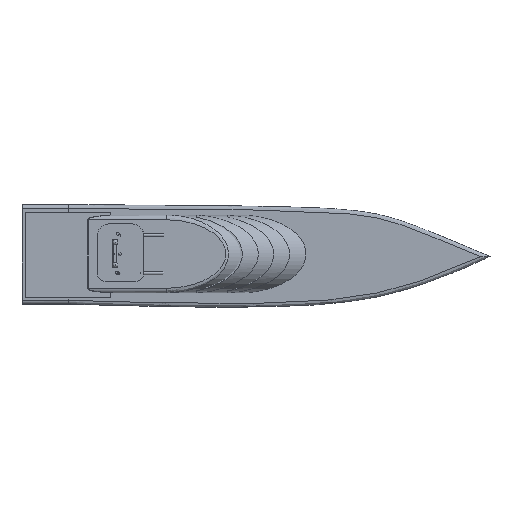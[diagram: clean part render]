
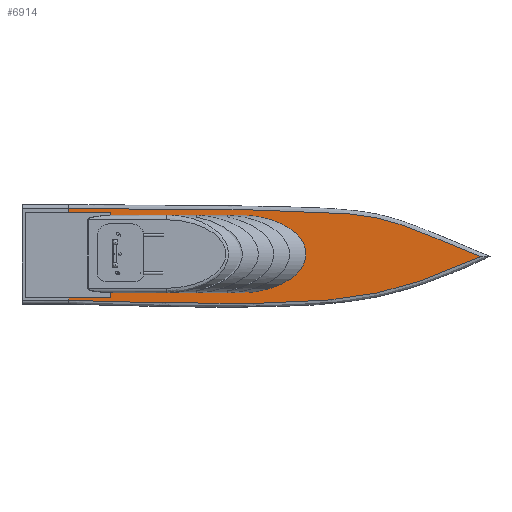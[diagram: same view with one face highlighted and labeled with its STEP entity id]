
A CAD part, front view. The second image highlights one B-rep face of the part: STEP entity #6914.
In plain terms, the highlighted planar face has unit normal (0, -1, 0).
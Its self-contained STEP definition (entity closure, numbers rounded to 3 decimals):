
#6801 = VERTEX_POINT('',#6802);
#6802 = CARTESIAN_POINT('',(-199.849,0.,-56.456));
#6810 = EDGE_CURVE('',#6811,#6801,#6813,.T.);
#6811 = VERTEX_POINT('',#6812);
#6812 = CARTESIAN_POINT('',(-199.849,0.,52.952));
#6813 = LINE('',#6814,#6815);
#6814 = CARTESIAN_POINT('',(-199.849,0.,25.967));
#6815 = VECTOR('',#6816,1.);
#6816 = DIRECTION('',(0.,0.,-1.));
#6841 = EDGE_CURVE('',#6842,#6811,#6844,.T.);
#6842 = VERTEX_POINT('',#6843);
#6843 = CARTESIAN_POINT('',(-254.081,0.,52.952));
#6844 = LINE('',#6845,#6846);
#6845 = CARTESIAN_POINT('',(-141.281,0.,52.952));
#6846 = VECTOR('',#6847,1.);
#6847 = DIRECTION('',(1.,0.,0.));
#6897 = VERTEX_POINT('',#6898);
#6898 = CARTESIAN_POINT('',(-254.081,0.,-56.456));
#6904 = EDGE_CURVE('',#6801,#6897,#6905,.T.);
#6905 = LINE('',#6906,#6907);
#6906 = CARTESIAN_POINT('',(-93.734,0.,-56.456));
#6907 = VECTOR('',#6908,1.);
#6908 = DIRECTION('',(-1.,0.,0.));
#6914 = ADVANCED_FACE('',(#6915),#6989,.F.);
#6915 = FACE_BOUND('',#6916,.F.);
#6916 = EDGE_LOOP('',(#6917,#6918,#6926,#6949,#6981,#6987,#6988));
#6917 = ORIENTED_EDGE('',*,*,#6841,.F.);
#6918 = ORIENTED_EDGE('',*,*,#6919,.T.);
#6919 = EDGE_CURVE('',#6842,#6920,#6922,.T.);
#6920 = VERTEX_POINT('',#6921);
#6921 = CARTESIAN_POINT('',(-254.081,0.,58.459));
#6922 = LINE('',#6923,#6924);
#6923 = CARTESIAN_POINT('',(-254.081,0.,-64.956));
#6924 = VECTOR('',#6925,1.);
#6925 = DIRECTION('',(0.,0.,1.));
#6926 = ORIENTED_EDGE('',*,*,#6927,.T.);
#6927 = EDGE_CURVE('',#6920,#6928,#6930,.T.);
#6928 = VERTEX_POINT('',#6929);
#6929 = CARTESIAN_POINT('',(274.951,0.,-3.37));
#6930 = B_SPLINE_CURVE_WITH_KNOTS('',3,(#6931,#6932,#6933,#6934,#6935,
    #6936,#6937,#6938,#6939,#6940,#6941,#6942,#6943,#6944,#6945,#6946,
    #6947,#6948),.UNSPECIFIED.,.F.,.F.,(4,2,1,1,1,1,1,1,1,1,1,1,1,1,4),(
    -4.553,0.,10.075,20.149,25.186,
    27.705,30.224,32.742,35.261,
    36.52,37.78,40.298,42.817,
    45.335,49.323),.UNSPECIFIED.);
#6931 = CARTESIAN_POINT('',(-254.081,0.,58.459));
#6932 = CARTESIAN_POINT('',(-238.906,0.,58.379));
#6933 = CARTESIAN_POINT('',(-223.732,0.,58.294));
#6934 = CARTESIAN_POINT('',(-174.973,0.,58.02));
#6935 = CARTESIAN_POINT('',(-107.877,0.,57.558));
#6936 = CARTESIAN_POINT('',(-23.902,0.,56.794));
#6937 = CARTESIAN_POINT('',(34.859,0.,55.584));
#6938 = CARTESIAN_POINT('',(68.399,0.,54.294));
#6939 = CARTESIAN_POINT('',(93.52,0.,52.806));
#6940 = CARTESIAN_POINT('',(118.623,0.,50.41));
#6941 = CARTESIAN_POINT('',(139.396,0.,47.018));
#6942 = CARTESIAN_POINT('',(155.715,0.,43.027));
#6943 = CARTESIAN_POINT('',(171.796,0.,38.207));
#6944 = CARTESIAN_POINT('',(191.496,0.,30.939));
#6945 = CARTESIAN_POINT('',(214.866,0.,21.521));
#6946 = CARTESIAN_POINT('',(242.644,0.,10.065));
#6947 = CARTESIAN_POINT('',(262.676,0.,1.739));
#6948 = CARTESIAN_POINT('',(274.951,0.,-3.37));
#6949 = ORIENTED_EDGE('',*,*,#6950,.T.);
#6950 = EDGE_CURVE('',#6928,#6951,#6953,.T.);
#6951 = VERTEX_POINT('',#6952);
#6952 = CARTESIAN_POINT('',(-254.081,0.,-59.58));
#6953 = B_SPLINE_CURVE_WITH_KNOTS('',3,(#6954,#6955,#6956,#6957,#6958,
    #6959,#6960,#6961,#6962,#6963,#6964,#6965,#6966,#6967,#6968,#6969,
    #6970,#6971,#6972,#6973,#6974,#6975,#6976,#6977,#6978,#6979,#6980),
  .UNSPECIFIED.,.F.,.F.,(4,1,1,1,1,1,1,1,1,1,1,1,1,1,1,1,1,1,1,1,1,1,2,4
    ),(1.005,1.371,2.741,5.483,
    8.224,10.965,13.707,15.077,
    16.448,19.189,21.93,24.672,
    27.413,30.154,32.896,35.637,
    38.378,41.12,43.861,46.602,
    49.344,52.085,54.826,54.843),
  .UNSPECIFIED.);
#6954 = CARTESIAN_POINT('',(274.951,0.,-3.37));
#6955 = CARTESIAN_POINT('',(273.846,0.,-3.883));
#6956 = CARTESIAN_POINT('',(268.594,0.,-6.307));
#6957 = CARTESIAN_POINT('',(254.99,0.,-12.42));
#6958 = CARTESIAN_POINT('',(233.95,0.,-21.293));
#6959 = CARTESIAN_POINT('',(208.344,0.,-31.102));
#6960 = CARTESIAN_POINT('',(182.36,0.,-39.874));
#6961 = CARTESIAN_POINT('',(160.355,0.,-46.043));
#6962 = CARTESIAN_POINT('',(142.542,0.,-50.137));
#6963 = CARTESIAN_POINT('',(124.607,0.,-53.668));
#6964 = CARTESIAN_POINT('',(102.004,0.,-57.036));
#6965 = CARTESIAN_POINT('',(74.718,0.,-59.745));
#6966 = CARTESIAN_POINT('',(47.346,0.,-61.516));
#6967 = CARTESIAN_POINT('',(19.939,0.,-62.63));
#6968 = CARTESIAN_POINT('',(-7.472,0.,-63.275));
#6969 = CARTESIAN_POINT('',(-34.869,0.,-63.574));
#6970 = CARTESIAN_POINT('',(-62.246,0.,-63.609));
#6971 = CARTESIAN_POINT('',(-89.608,0.,-63.436));
#6972 = CARTESIAN_POINT('',(-116.963,0.,-63.093));
#6973 = CARTESIAN_POINT('',(-144.322,0.,-62.61));
#6974 = CARTESIAN_POINT('',(-171.698,0.,-62.005));
#6975 = CARTESIAN_POINT('',(-199.095,0.,-61.293));
#6976 = CARTESIAN_POINT('',(-226.509,0.,-60.488));
#6977 = CARTESIAN_POINT('',(-244.785,0.,-59.895));
#6978 = CARTESIAN_POINT('',(-253.972,0.,-59.583));
#6979 = CARTESIAN_POINT('',(-254.027,0.,-59.582));
#6980 = CARTESIAN_POINT('',(-254.081,0.,-59.58));
#6981 = ORIENTED_EDGE('',*,*,#6982,.T.);
#6982 = EDGE_CURVE('',#6951,#6897,#6983,.T.);
#6983 = LINE('',#6984,#6985);
#6984 = CARTESIAN_POINT('',(-254.081,0.,-64.956));
#6985 = VECTOR('',#6986,1.);
#6986 = DIRECTION('',(0.,0.,1.));
#6987 = ORIENTED_EDGE('',*,*,#6904,.F.);
#6988 = ORIENTED_EDGE('',*,*,#6810,.F.);
#6989 = PLANE('',#6990);
#6990 = AXIS2_PLACEMENT_3D('',#6991,#6992,#6993);
#6991 = CARTESIAN_POINT('',(27.381,0.,-1.018));
#6992 = DIRECTION('',(0.,1.,0.));
#6993 = DIRECTION('',(0.,-0.,1.));
